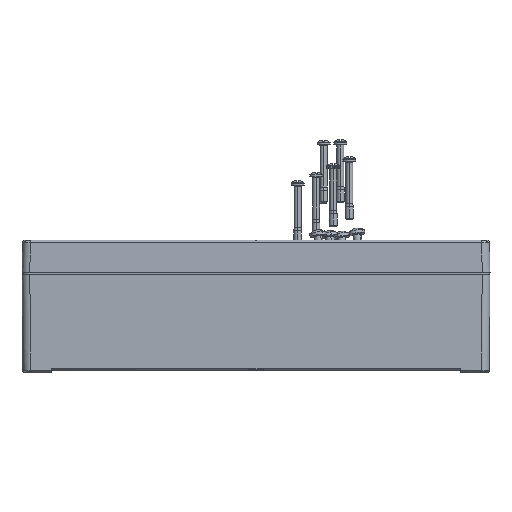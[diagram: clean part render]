
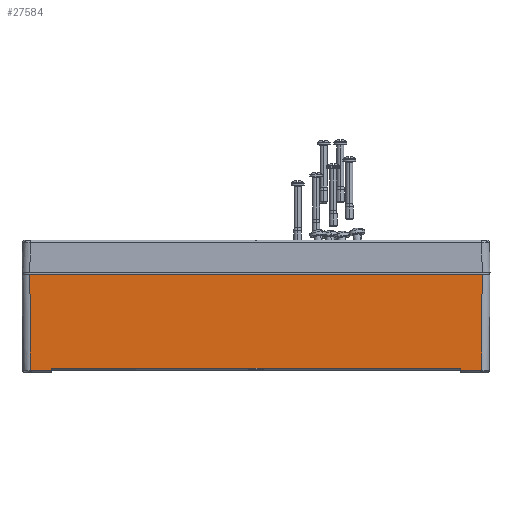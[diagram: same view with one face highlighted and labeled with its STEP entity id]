
A CAD part, top view. The second image highlights one B-rep face of the part: STEP entity #27584.
In plain terms, the highlighted planar face has unit normal (0, -0.008, 1).
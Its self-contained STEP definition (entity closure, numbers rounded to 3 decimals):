
#1768 = VECTOR ( 'NONE', #1774, 1000. ) ;
#1769 = CARTESIAN_POINT ( 'NONE',  ( 156.845, 2.939, 80.024 ) ) ;
#1770 = LINE ( 'NONE', #1769, #1768 ) ;
#1774 = DIRECTION ( 'NONE',  ( 0.009, -1., -0.008 ) ) ;
#1879 = CARTESIAN_POINT ( 'NONE',  ( 157.539, -76.604, 79.372 ) ) ;
#2682 = CARTESIAN_POINT ( 'NONE',  ( 157.13, -75.512, 79.381 ) ) ;
#2979 = CARTESIAN_POINT ( 'NONE',  ( 157.539, -76.604, 79.372 ) ) ;
#2980 = CARTESIAN_POINT ( 'NONE',  ( 157.538, -76.406, 79.373 ) ) ;
#2981 = CARTESIAN_POINT ( 'NONE',  ( 157.479, -76.216, 79.375 ) ) ;
#2982 = CARTESIAN_POINT ( 'NONE',  ( 157.324, -75.855, 79.378 ) ) ;
#2983 = CARTESIAN_POINT ( 'NONE',  ( 157.227, -75.684, 79.379 ) ) ;
#2984 = CARTESIAN_POINT ( 'NONE',  ( 157.13, -75.512, 79.381 ) ) ;
#2988 = B_SPLINE_CURVE_WITH_KNOTS ( 'NONE', 3,
 ( #2984, #2983, #2982, #2981, #2980, #2979 ),
 .UNSPECIFIED., .F., .F.,
 ( 4, 2, 4 ),
 ( 0., 0.001, 0.001 ),
 .UNSPECIFIED. ) ;
#4408 = DIRECTION ( 'NONE',  ( 1., 0., 0. ) ) ;
#4409 = VECTOR ( 'NONE', #4408, 1000. ) ;
#4410 = CARTESIAN_POINT ( 'NONE',  ( -180., -75.512, 79.381 ) ) ;
#4411 = LINE ( 'NONE', #4410, #4409 ) ;
#9618 = DIRECTION ( 'NONE',  ( 0.008, 1., 0.008 ) ) ;
#9619 = VECTOR ( 'NONE', #9618, 1000. ) ;
#9620 = CARTESIAN_POINT ( 'NONE',  ( 173.976, -2.904, 79.976 ) ) ;
#9621 = LINE ( 'NONE', #9620, #9619 ) ;
#10577 = CARTESIAN_POINT ( 'NONE',  ( -172.982, -77.012, 79.368 ) ) ;
#10579 = CARTESIAN_POINT ( 'NONE',  ( -173.004, -77.012, 79.368 ) ) ;
#10580 = CARTESIAN_POINT ( 'NONE',  ( -173.027, -77.012, 79.368 ) ) ;
#10581 = CARTESIAN_POINT ( 'NONE',  ( -173.049, -77.012, 79.368 ) ) ;
#10582 = CARTESIAN_POINT ( 'NONE',  ( -173.156, -77.013, 79.368 ) ) ;
#10583 = CARTESIAN_POINT ( 'NONE',  ( -173.262, -77.014, 79.368 ) ) ;
#10584 = CARTESIAN_POINT ( 'NONE',  ( -173.368, -77.014, 79.368 ) ) ;
#10587 = B_SPLINE_CURVE_WITH_KNOTS ( 'NONE', 3,
 ( #10584, #10583, #10582, #10581, #10580, #10579, #10577 ),
 .UNSPECIFIED., .F., .F.,
 ( 4, 3, 4 ),
 ( 0., 0., 0. ),
 .UNSPECIFIED. ) ;
#10607 = CARTESIAN_POINT ( 'NONE',  ( -173.368, -77.014, 79.368 ) ) ;
#10648 = CARTESIAN_POINT ( 'NONE',  ( -172.982, -77.012, 79.368 ) ) ;
#10649 = DIRECTION ( 'NONE',  ( 0.008, -1., -0.008 ) ) ;
#10650 = VECTOR ( 'NONE', #10649, 1000. ) ;
#10651 = CARTESIAN_POINT ( 'NONE',  ( -174.001, 0.049, 80. ) ) ;
#10652 = LINE ( 'NONE', #10651, #10650 ) ;
#10657 = DIRECTION ( 'NONE',  ( 1., 0., 0. ) ) ;
#10658 = VECTOR ( 'NONE', #10657, 1000. ) ;
#10659 = CARTESIAN_POINT ( 'NONE',  ( -180., -77.012, 79.368 ) ) ;
#10660 = LINE ( 'NONE', #10659, #10658 ) ;
#25808 = VERTEX_POINT ( 'NONE', #32123 ) ;
#25823 = VERTEX_POINT ( 'NONE', #32124 ) ;
#25831 = EDGE_CURVE ( 'NONE', #25808, #25823, #31701, .T. ) ;
#27501 = EDGE_LOOP ( 'NONE', ( #27506, #57155, #57165, #27799, #27753, #27705, #49347, #49141, #39652, #46764, #57319, #48494 ) ) ;
#27506 = ORIENTED_EDGE ( 'NONE', *, *, #57337, .T. ) ;
#27584 = ADVANCED_FACE ( 'NONE', ( #40738 ), #40737, .T. ) ;
#27705 = ORIENTED_EDGE ( 'NONE', *, *, #51195, .T. ) ;
#27723 = EDGE_CURVE ( 'NONE', #27749, #27724, #41472, .T. ) ;
#27724 = VERTEX_POINT ( 'NONE', #41438 ) ;
#27749 = VERTEX_POINT ( 'NONE', #41608 ) ;
#27753 = ORIENTED_EDGE ( 'NONE', *, *, #27723, .T. ) ;
#27795 = VERTEX_POINT ( 'NONE', #41918 ) ;
#27799 = ORIENTED_EDGE ( 'NONE', *, *, #27801, .T. ) ;
#27801 = EDGE_CURVE ( 'NONE', #27795, #27749, #41905, .T. ) ;
#31698 = DIRECTION ( 'NONE',  ( -1., 0., 0. ) ) ;
#31699 = VECTOR ( 'NONE', #31698, 1000. ) ;
#31700 = CARTESIAN_POINT ( 'NONE',  ( -180., -3.5, 79.971 ) ) ;
#31701 = LINE ( 'NONE', #31700, #31699 ) ;
#32123 = CARTESIAN_POINT ( 'NONE',  ( 173.971, -3.5, 79.971 ) ) ;
#32124 = CARTESIAN_POINT ( 'NONE',  ( -173.971, -3.5, 79.971 ) ) ;
#38417 = VERTEX_POINT ( 'NONE', #74620 ) ;
#38957 = VERTEX_POINT ( 'NONE', #76564 ) ;
#39652 = ORIENTED_EDGE ( 'NONE', *, *, #47565, .T. ) ;
#40725 = DIRECTION ( 'NONE',  ( 0., -1., -0.008 ) ) ;
#40728 = DIRECTION ( 'NONE',  ( 0., -0.008, 1. ) ) ;
#40729 = CARTESIAN_POINT ( 'NONE',  ( -180., 0., 80. ) ) ;
#40731 = AXIS2_PLACEMENT_3D ( 'NONE', #40729, #40728, #40725 ) ;
#40737 = PLANE ( 'NONE',  #40731 ) ;
#40738 = FACE_OUTER_BOUND ( 'NONE', #27501, .T. ) ;
#41426 = CARTESIAN_POINT ( 'NONE',  ( -157.324, -75.855, 79.378 ) ) ;
#41428 = CARTESIAN_POINT ( 'NONE',  ( -157.479, -76.216, 79.375 ) ) ;
#41429 = CARTESIAN_POINT ( 'NONE',  ( -157.538, -76.406, 79.373 ) ) ;
#41431 = CARTESIAN_POINT ( 'NONE',  ( -157.539, -76.604, 79.372 ) ) ;
#41438 = CARTESIAN_POINT ( 'NONE',  ( -157.13, -75.512, 79.381 ) ) ;
#41472 = B_SPLINE_CURVE_WITH_KNOTS ( 'NONE', 3,
 ( #41431, #41429, #41428, #41426, #41573, #41571 ),
 .UNSPECIFIED., .F., .F.,
 ( 4, 2, 4 ),
 ( 0., 0.001, 0.001 ),
 .UNSPECIFIED. ) ;
#41571 = CARTESIAN_POINT ( 'NONE',  ( -157.13, -75.512, 79.381 ) ) ;
#41573 = CARTESIAN_POINT ( 'NONE',  ( -157.226, -75.682, 79.379 ) ) ;
#41608 = CARTESIAN_POINT ( 'NONE',  ( -157.539, -76.604, 79.372 ) ) ;
#41900 = DIRECTION ( 'NONE',  ( 0.009, 1., 0.008 ) ) ;
#41902 = VECTOR ( 'NONE', #41900, 1000. ) ;
#41904 = CARTESIAN_POINT ( 'NONE',  ( -157.53, -75.511, 79.381 ) ) ;
#41905 = LINE ( 'NONE', #41904, #41902 ) ;
#41918 = CARTESIAN_POINT ( 'NONE',  ( -157.543, -77.012, 79.368 ) ) ;
#44488 = VERTEX_POINT ( 'NONE', #92804 ) ;
#46764 = ORIENTED_EDGE ( 'NONE', *, *, #46873, .T. ) ;
#46873 = EDGE_CURVE ( 'NONE', #38957, #38417, #99409, .T. ) ;
#47565 = EDGE_CURVE ( 'NONE', #44488, #38957, #101149, .T. ) ;
#48494 = ORIENTED_EDGE ( 'NONE', *, *, #25831, .T. ) ;
#49124 = EDGE_CURVE ( 'NONE', #49137, #44488, #1770, .T. ) ;
#49137 = VERTEX_POINT ( 'NONE', #1879 ) ;
#49141 = ORIENTED_EDGE ( 'NONE', *, *, #49124, .T. ) ;
#49347 = ORIENTED_EDGE ( 'NONE', *, *, #49967, .T. ) ;
#49723 = VERTEX_POINT ( 'NONE', #2682 ) ;
#49967 = EDGE_CURVE ( 'NONE', #49723, #49137, #2988, .T. ) ;
#51195 = EDGE_CURVE ( 'NONE', #27724, #49723, #4411, .T. ) ;
#55018 = EDGE_CURVE ( 'NONE', #38417, #25808, #9621, .T. ) ;
#56832 = EDGE_CURVE ( 'NONE', #56924, #57339, #10587, .T. ) ;
#56924 = VERTEX_POINT ( 'NONE', #10607 ) ;
#57155 = ORIENTED_EDGE ( 'NONE', *, *, #56832, .T. ) ;
#57165 = ORIENTED_EDGE ( 'NONE', *, *, #57340, .T. ) ;
#57319 = ORIENTED_EDGE ( 'NONE', *, *, #55018, .T. ) ;
#57337 = EDGE_CURVE ( 'NONE', #25823, #56924, #10652, .T. ) ;
#57339 = VERTEX_POINT ( 'NONE', #10648 ) ;
#57340 = EDGE_CURVE ( 'NONE', #57339, #27795, #10660, .T. ) ;
#74620 = CARTESIAN_POINT ( 'NONE',  ( 173.368, -77.014, 79.368 ) ) ;
#76564 = CARTESIAN_POINT ( 'NONE',  ( 172.982, -77.012, 79.368 ) ) ;
#92804 = CARTESIAN_POINT ( 'NONE',  ( 157.543, -77.012, 79.368 ) ) ;
#99409 = B_SPLINE_CURVE_WITH_KNOTS ( 'NONE', 3,
 ( #99462, #99461, #99460, #99459, #99458, #99457, #99456 ),
 .UNSPECIFIED., .F., .F.,
 ( 4, 3, 4 ),
 ( 0., 0., 0. ),
 .UNSPECIFIED. ) ;
#99456 = CARTESIAN_POINT ( 'NONE',  ( 173.368, -77.014, 79.368 ) ) ;
#99457 = CARTESIAN_POINT ( 'NONE',  ( 173.262, -77.014, 79.368 ) ) ;
#99458 = CARTESIAN_POINT ( 'NONE',  ( 173.156, -77.013, 79.368 ) ) ;
#99459 = CARTESIAN_POINT ( 'NONE',  ( 173.049, -77.012, 79.368 ) ) ;
#99460 = CARTESIAN_POINT ( 'NONE',  ( 173.027, -77.012, 79.368 ) ) ;
#99461 = CARTESIAN_POINT ( 'NONE',  ( 173.004, -77.012, 79.368 ) ) ;
#99462 = CARTESIAN_POINT ( 'NONE',  ( 172.982, -77.012, 79.368 ) ) ;
#101149 = LINE ( 'NONE', #101215, #101214 ) ;
#101213 = DIRECTION ( 'NONE',  ( 1., 0., 0. ) ) ;
#101214 = VECTOR ( 'NONE', #101213, 1000. ) ;
#101215 = CARTESIAN_POINT ( 'NONE',  ( -180., -77.012, 79.368 ) ) ;
